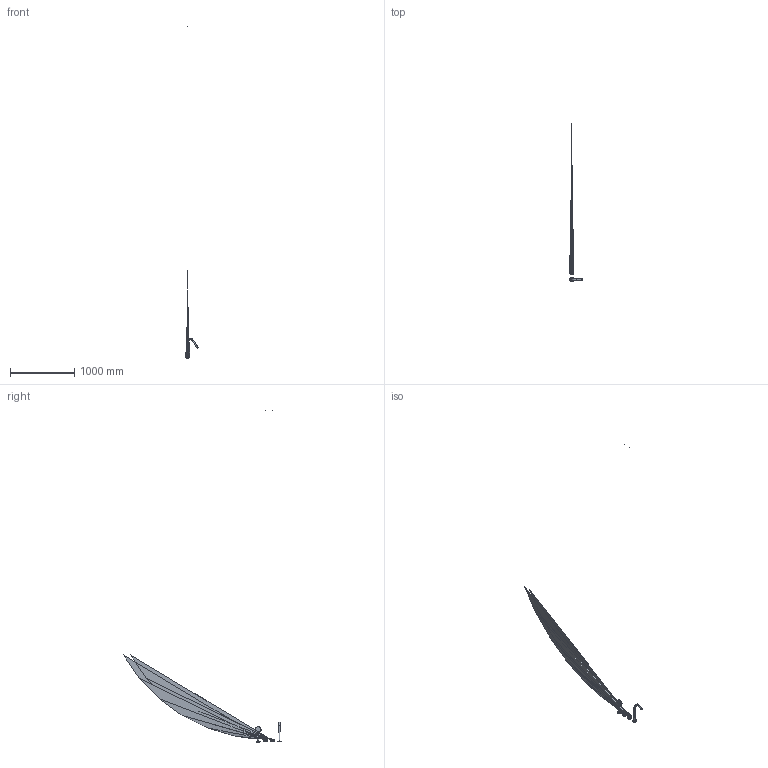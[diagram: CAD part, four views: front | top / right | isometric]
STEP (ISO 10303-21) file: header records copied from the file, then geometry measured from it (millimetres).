
FILE_DESCRIPTION(/* description */ ('Unknown'),/* implementation_level */ '2;1');
FILE_NAME(/* name */ 'GY073R-00',/* time_stamp */ '2024-12-16T15:09:10+01:00',/* author */ ('Unknown'),/* organization */ ('Unknown'),/* preprocessor_version */ 'ST-DEVELOPER v19.4',/* originating_system */ 'Solid Edge',/* authorisation */ 'Unknown');
FILE_SCHEMA (('AUTOMOTIVE_DESIGN {1 0 10303 214 3 1 1}'));
Products named in the file (16): GY073R-00; GY073-03; CZ023-002_oa_0; CZ023-01; GY023-003; GY023-03; CB004-11; CZ031-10; GY073-001_oa_1; GY073-01; GY073-001_oa_2; CW072-002 (zero)_oa_3; grp doccia_oa_4; CW072-005; M355-00_oa_5; DOCCIA-D94_2_SW0007
Assembly tree (17 placements, depth 3):
  GY073R-00
    GY073-03
    CZ023-002_oa_0
      CZ023-01
    GY023-003
      GY023-03
      CB004-11
    CZ031-10  x2
    GY073-001_oa_1
      GY073-01
    GY073-001_oa_2
      GY073-01
    CW072-002 (zero)_oa_3
      grp doccia_oa_4
    CW072-005
    M355-00_oa_5
      DOCCIA-D94_2_SW0007
Bounding box: 197.09 x 2780.84 x 5163.32 mm (x, y, z)
Surface area: 161756473 mm2
Topology: 12 solids, 12 shells, 3941 faces, 9967 edges, 5440 vertices
Faces by surface type: cylinder 1215, bspline 1183, plane 764, sphere 360, torus 348, cone 71
Full cylindrical faces by diameter (mm): 0.7 x40, 3.3 x2, 3.98 x1, 4 x1, 4.2 x1, 4.5 x2, 4.98 x1, 11 x2, 13.8 x1, 14 x2, 15 x1, 15.2 x1, 15.5 x1, 16 x3, 17 x2, 17.4 x1, 18 x9, 18.4 x1, 18.5 x1, 18.6 x1, 18.75 x1, 19 x1, 21 x1, 22 x2, 22.2 x1, 24 x3, 25 x1, 28 x1, 30.291 x1, 33.5 x1
Entity records: 85802 total; most frequent: CARTESIAN_POINT 26994, ORIENTED_EDGE 9546, DIRECTION 7990, EDGE_CURVE 4773, AXIS2_PLACEMENT_3D 3357, VERTEX_POINT 2936, FACE_BOUND 2535, EDGE_LOOP 2532
